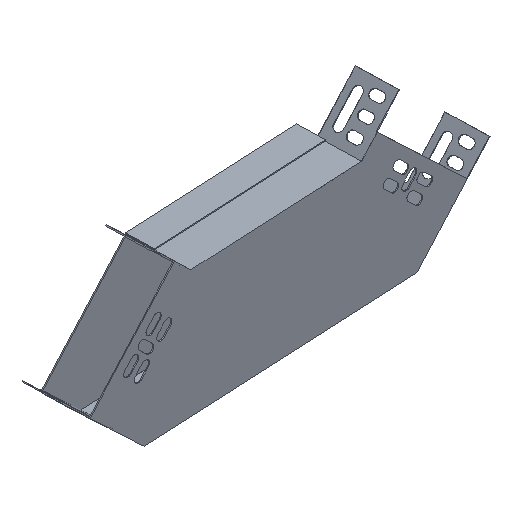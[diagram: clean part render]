
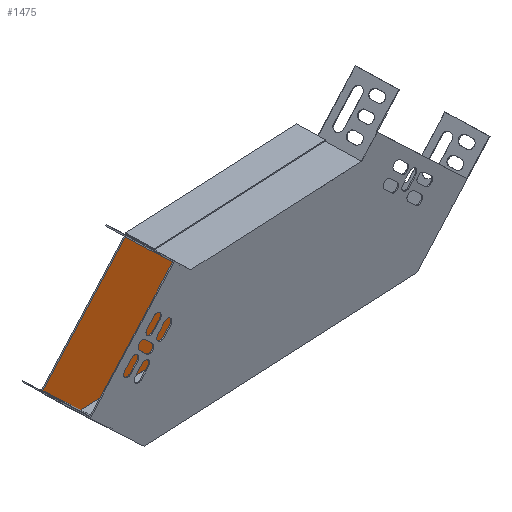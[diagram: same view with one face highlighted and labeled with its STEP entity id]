
A CAD part, isometric view. The second image highlights one B-rep face of the part: STEP entity #1475.
In plain terms, the highlighted planar face has unit normal (0.022, -1, 0.006).
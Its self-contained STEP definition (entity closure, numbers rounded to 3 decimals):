
#65 = LINE ( 'NONE', #2187, #2411 ) ;
#85 = LINE ( 'NONE', #3407, #1023 ) ;
#223 = LINE ( 'NONE', #3434, #2381 ) ;
#290 = PLANE ( 'NONE',  #1484 ) ;
#424 = EDGE_CURVE ( 'NONE', #567, #3882, #65, .T. ) ;
#425 = VERTEX_POINT ( 'NONE', #573 ) ;
#429 = LINE ( 'NONE', #3322, #3662 ) ;
#475 = DIRECTION ( 'NONE',  ( 0.027, -0.006, -1. ) ) ;
#531 = ORIENTED_EDGE ( 'NONE', *, *, #4214, .F. ) ;
#534 = FACE_OUTER_BOUND ( 'NONE', #4437, .T. ) ;
#567 = VERTEX_POINT ( 'NONE', #5088 ) ;
#573 = CARTESIAN_POINT ( 'NONE',  ( -318.652, 51.456, 66.685 ) ) ;
#576 = DIRECTION ( 'NONE',  ( -0.027, 0.006, 1. ) ) ;
#650 = CARTESIAN_POINT ( 'NONE',  ( -318.652, 51.456, 66.685 ) ) ;
#661 = ORIENTED_EDGE ( 'NONE', *, *, #1287, .F. ) ;
#903 = ORIENTED_EDGE ( 'NONE', *, *, #2122, .F. ) ;
#1000 = LINE ( 'NONE', #1144, #4088 ) ;
#1023 = VECTOR ( 'NONE', #576, 1000. ) ;
#1144 = CARTESIAN_POINT ( 'NONE',  ( -249.244, 53.441, 141.005 ) ) ;
#1179 = ORIENTED_EDGE ( 'NONE', *, *, #4486, .F. ) ;
#1197 = CARTESIAN_POINT ( 'NONE',  ( -249.231, 53.439, 140.505 ) ) ;
#1287 = EDGE_CURVE ( 'NONE', #1790, #3882, #223, .T. ) ;
#1364 = DIRECTION ( 'NONE',  ( 0.027, -0.006, -1. ) ) ;
#1403 = EDGE_CURVE ( 'NONE', #425, #567, #3883, .T. ) ;
#1475 = ADVANCED_FACE ( 'NONE', ( #534 ), #290, .T. ) ;
#1484 = AXIS2_PLACEMENT_3D ( 'NONE', #3942, #4742, #2350 ) ;
#1563 = DIRECTION ( 'NONE',  ( -0.999, -0.022, -0.027 ) ) ;
#1621 = CARTESIAN_POINT ( 'NONE',  ( -63.328, 56.872, 43.997 ) ) ;
#1698 = VERTEX_POINT ( 'NONE', #3127 ) ;
#1702 = CARTESIAN_POINT ( 'NONE',  ( -249.231, 53.439, 140.505 ) ) ;
#1758 = VERTEX_POINT ( 'NONE', #5190 ) ;
#1790 = VERTEX_POINT ( 'NONE', #5208 ) ;
#1837 = VERTEX_POINT ( 'NONE', #1197 ) ;
#1909 = VERTEX_POINT ( 'NONE', #4455 ) ;
#2122 = EDGE_CURVE ( 'NONE', #425, #3779, #85, .T. ) ;
#2132 = DIRECTION ( 'NONE',  ( 0.726, 0.011, -0.688 ) ) ;
#2187 = CARTESIAN_POINT ( 'NONE',  ( -63.328, 56.872, 43.997 ) ) ;
#2206 = DIRECTION ( 'NONE',  ( -0.687, -0.02, -0.726 ) ) ;
#2350 = DIRECTION ( 'NONE',  ( 0.027, -0.006, -1. ) ) ;
#2381 = VECTOR ( 'NONE', #2206, 1000. ) ;
#2411 = VECTOR ( 'NONE', #4581, 1000. ) ;
#2528 = ORIENTED_EDGE ( 'NONE', *, *, #2982, .T. ) ;
#2590 = CARTESIAN_POINT ( 'NONE',  ( -249.244, 53.441, 141.005 ) ) ;
#2712 = VECTOR ( 'NONE', #475, 1000. ) ;
#2788 = ORIENTED_EDGE ( 'NONE', *, *, #1403, .T. ) ;
#2812 = VECTOR ( 'NONE', #4693, 1000. ) ;
#2919 = CARTESIAN_POINT ( 'NONE',  ( -107.895, 56.541, 144.327 ) ) ;
#2964 = VECTOR ( 'NONE', #3315, 1000. ) ;
#2982 = EDGE_CURVE ( 'NONE', #1758, #1837, #4170, .T. ) ;
#3127 = CARTESIAN_POINT ( 'NONE',  ( -107.908, 56.544, 144.827 ) ) ;
#3270 = ORIENTED_EDGE ( 'NONE', *, *, #4289, .T. ) ;
#3287 = LINE ( 'NONE', #3448, #4350 ) ;
#3315 = DIRECTION ( 'NONE',  ( 0.687, 0.02, 0.726 ) ) ;
#3322 = CARTESIAN_POINT ( 'NONE',  ( -107.895, 56.541, 144.327 ) ) ;
#3388 = EDGE_CURVE ( 'NONE', #4015, #1909, #429, .T. ) ;
#3407 = CARTESIAN_POINT ( 'NONE',  ( -318.652, 51.456, 66.685 ) ) ;
#3434 = CARTESIAN_POINT ( 'NONE',  ( -34.567, 57.692, 74.367 ) ) ;
#3448 = CARTESIAN_POINT ( 'NONE',  ( -34.581, 57.695, 74.867 ) ) ;
#3662 = VECTOR ( 'NONE', #2132, 1000. ) ;
#3779 = VERTEX_POINT ( 'NONE', #4760 ) ;
#3882 = VERTEX_POINT ( 'NONE', #1621 ) ;
#3883 = LINE ( 'NONE', #650, #2812 ) ;
#3933 = ORIENTED_EDGE ( 'NONE', *, *, #424, .T. ) ;
#3942 = CARTESIAN_POINT ( 'NONE',  ( -34.581, 57.695, 74.867 ) ) ;
#3996 = CARTESIAN_POINT ( 'NONE',  ( -107.908, 56.544, 144.827 ) ) ;
#4015 = VERTEX_POINT ( 'NONE', #2919 ) ;
#4088 = VECTOR ( 'NONE', #1563, 1000. ) ;
#4170 = LINE ( 'NONE', #2590, #4627 ) ;
#4214 = EDGE_CURVE ( 'NONE', #1909, #1790, #3287, .T. ) ;
#4289 = EDGE_CURVE ( 'NONE', #1698, #1758, #1000, .T. ) ;
#4331 = ORIENTED_EDGE ( 'NONE', *, *, #3388, .F. ) ;
#4350 = VECTOR ( 'NONE', #5066, 1000. ) ;
#4437 = EDGE_LOOP ( 'NONE', ( #1179, #903, #2788, #3933, #661, #531, #4331, #4906, #3270, #2528 ) ) ;
#4455 = CARTESIAN_POINT ( 'NONE',  ( -34.581, 57.695, 74.867 ) ) ;
#4486 = EDGE_CURVE ( 'NONE', #3779, #1837, #5243, .T. ) ;
#4581 = DIRECTION ( 'NONE',  ( 0.999, 0.022, 0.027 ) ) ;
#4627 = VECTOR ( 'NONE', #1364, 1000. ) ;
#4693 = DIRECTION ( 'NONE',  ( 0.726, 0.011, -0.688 ) ) ;
#4742 = DIRECTION ( 'NONE',  ( 0.022, -1., 0.006 ) ) ;
#4760 = CARTESIAN_POINT ( 'NONE',  ( -318.666, 51.459, 67.185 ) ) ;
#4839 = LINE ( 'NONE', #3996, #2712 ) ;
#4906 = ORIENTED_EDGE ( 'NONE', *, *, #4940, .F. ) ;
#4940 = EDGE_CURVE ( 'NONE', #1698, #4015, #4839, .T. ) ;
#5066 = DIRECTION ( 'NONE',  ( 0.027, -0.006, -1. ) ) ;
#5088 = CARTESIAN_POINT ( 'NONE',  ( -288.284, 51.934, 37.914 ) ) ;
#5190 = CARTESIAN_POINT ( 'NONE',  ( -249.244, 53.441, 141.005 ) ) ;
#5208 = CARTESIAN_POINT ( 'NONE',  ( -34.567, 57.692, 74.367 ) ) ;
#5243 = LINE ( 'NONE', #1702, #2964 ) ;
